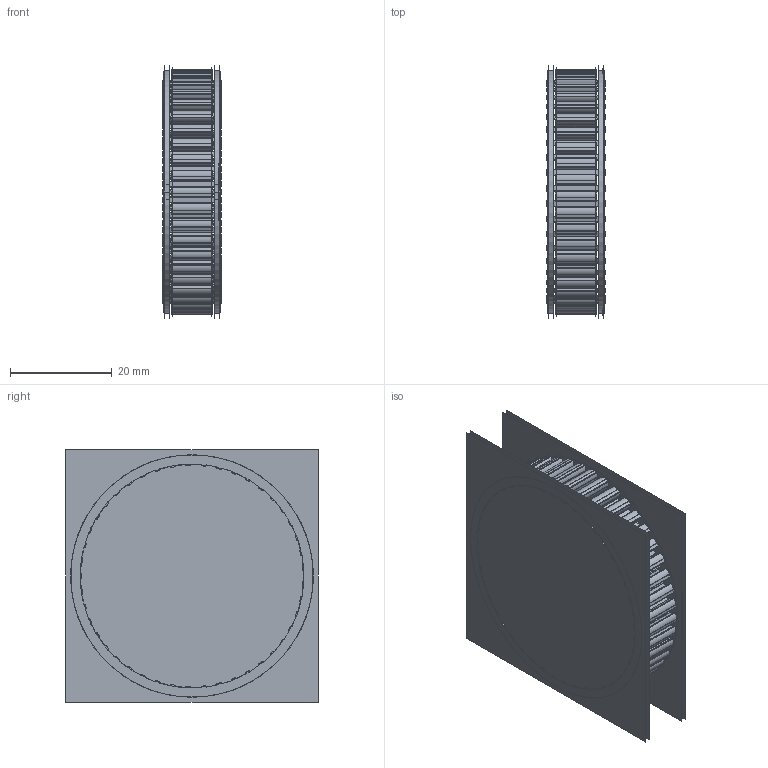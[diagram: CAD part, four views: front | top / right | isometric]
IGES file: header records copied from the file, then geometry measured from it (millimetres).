
Start section:  PTC IGES file: fe448z.igs
Global section: file name: fe448z.igs; native system: Creo Parametric by Parametric Technology Corporation; preprocessor: 2013150; author: sales 4; organization: Unknown; date: 20140324.141845; units: millimetre
Bounding box: 11.44 x 49.71 x 49.72 mm (x, y, z)
Volume: 2999.4 mm3; surface area: 81611.7 mm2
Topology: 46 solids, 46 shells, 3356 faces, 18048 edges, 22972 vertices
Faces by surface type: revolution 1808, bspline 1548
